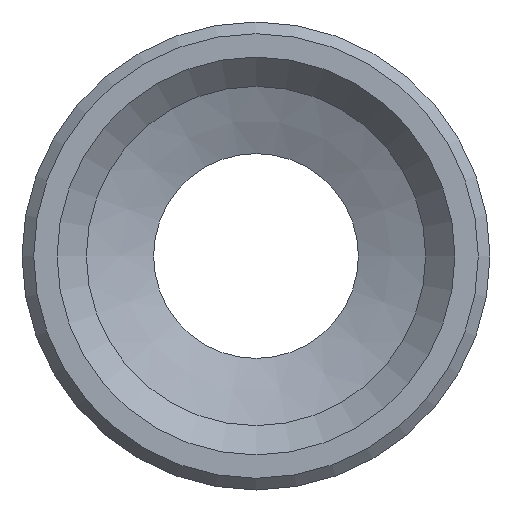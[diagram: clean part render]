
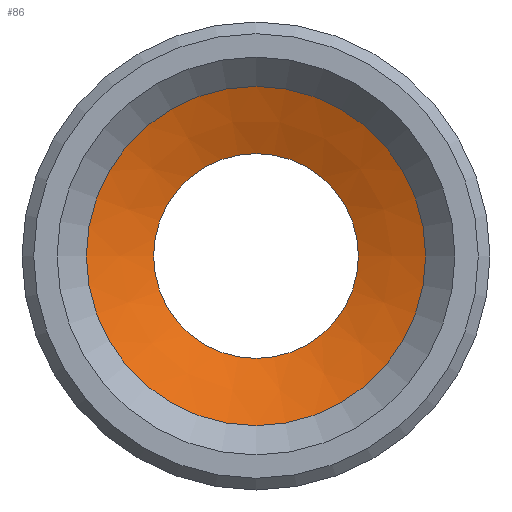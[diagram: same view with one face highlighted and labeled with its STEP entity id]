
A CAD part, front view. The second image highlights one B-rep face of the part: STEP entity #86.
In plain terms, the highlighted conical face has half-angle 68 degrees and reference radius 5.8 mm.
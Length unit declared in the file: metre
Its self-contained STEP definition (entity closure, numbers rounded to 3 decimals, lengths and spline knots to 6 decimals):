
#86 = ADVANCED_FACE( 'NONE', ( #199, #200 ), #201, .F. );
#199 = FACE_OUTER_BOUND( '', #348, .T. );
#200 = FACE_BOUND( '', #349, .T. );
#201 = CONICAL_SURFACE( '', #350, 0.0058, 1.187 );
#348 = EDGE_LOOP( '', ( #549 ) );
#349 = EDGE_LOOP( '', ( #550 ) );
#350 = AXIS2_PLACEMENT_3D( '', #551, #552, #553 );
#549 = ORIENTED_EDGE( '', *, *, #804, .F. );
#550 = ORIENTED_EDGE( '', *, *, #805, .T. );
#551 = CARTESIAN_POINT( '', ( 0., 0.011, 0. ) );
#552 = DIRECTION( '', ( 0., -1., 0. ) );
#553 = DIRECTION( '', ( 1., 0., 0. ) );
#804 = EDGE_CURVE( 'NONE', #947, #947, #948, .T. );
#805 = EDGE_CURVE( 'NONE', #949, #949, #950, .T. );
#947 = VERTEX_POINT( '', #1147 );
#948 = CIRCLE( '', #1148, 0.0058 );
#949 = VERTEX_POINT( '', #1149 );
#950 = CIRCLE( '', #1150, 0.0035 );
#1147 = CARTESIAN_POINT( '', ( -0.0058, 0.011, 0. ) );
#1148 = AXIS2_PLACEMENT_3D( '', #1312, #1313, #1314 );
#1149 = CARTESIAN_POINT( '', ( -0.0035, 0.011929, 0. ) );
#1150 = AXIS2_PLACEMENT_3D( '', #1315, #1316, #1317 );
#1312 = CARTESIAN_POINT( '', ( 0., 0.011, 0. ) );
#1313 = DIRECTION( '', ( 0., 1., 0. ) );
#1314 = DIRECTION( '', ( -1., 0., 0. ) );
#1315 = CARTESIAN_POINT( '', ( 0., 0.011929, 0. ) );
#1316 = DIRECTION( '', ( 0., 1., 0. ) );
#1317 = DIRECTION( '', ( -1., 0., 0. ) );
